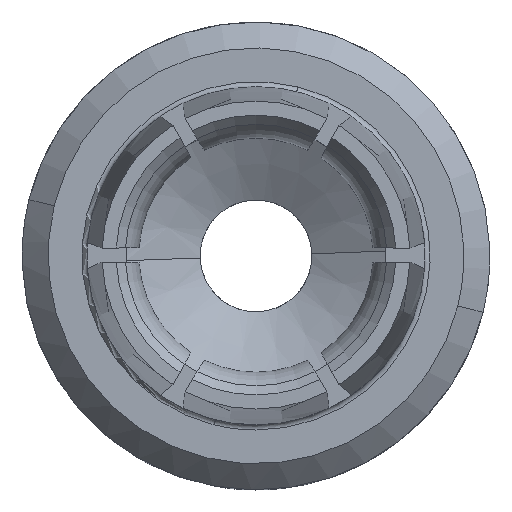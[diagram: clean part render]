
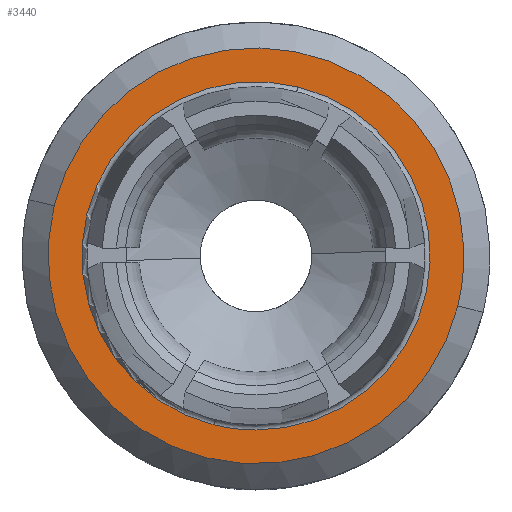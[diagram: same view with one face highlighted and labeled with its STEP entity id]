
A CAD part, top view. The second image highlights one B-rep face of the part: STEP entity #3440.
In plain terms, the highlighted face is planar.
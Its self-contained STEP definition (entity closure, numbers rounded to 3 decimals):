
#2290=CARTESIAN_POINT('',(35.922,66.057,-11.464))
;
#2300=DIRECTION('',(0.,-1.,0.));
#2310=DIRECTION('',(1.,0.,0.));
#2320=AXIS2_PLACEMENT_3D('',#2290,#2300,#2310);
#2330=CIRCLE('',#2320,8.);
#2340=CARTESIAN_POINT('',(28.234,66.057,-13.675))
;
#2350=VERTEX_POINT('',#2340);
#2360=CARTESIAN_POINT('',(43.922,66.057,
-11.464));
#2370=VERTEX_POINT('',#2360);
#2380=EDGE_CURVE('',#2350,#2370,#2330,.T.);
#2650=CARTESIAN_POINT('',(27.922,66.057,-11.464))
;
#2660=VERTEX_POINT('',#2650);
#2690=EDGE_CURVE('',#2660,#2350,#2330,.T.);
#3140=CARTESIAN_POINT('',(27.205,66.057,-6.776))
;
#3150=DIRECTION('',(0.,-1.,0.));
#3160=DIRECTION('',(-0.276,0.,
0.961));
#3170=AXIS2_PLACEMENT_3D('',#3140,#3150,#3160);
#3180=PLANE('',#3170);
#3190=CARTESIAN_POINT('',(35.922,66.057,-11.464));
#3200=DIRECTION('',(0.,-1.,0.));
#3210=DIRECTION('',(0.,0.,1.));
#3220=AXIS2_PLACEMENT_3D('',#3190,#3200,#3210);
#3230=CIRCLE('',#3220,6.7);
#3240=CARTESIAN_POINT('',(34.308,66.057,
-4.961));
#3250=VERTEX_POINT('',#3240);
#3260=CARTESIAN_POINT('',(35.922,66.057,-18.164));
#3270=VERTEX_POINT('',#3260);
#3280=EDGE_CURVE('',#3250,#3270,#3230,.T.);
#3290=ORIENTED_EDGE('',*,*,#3280,.F.);
#3300=CARTESIAN_POINT('',(35.922,66.057,
-4.764));
#3310=VERTEX_POINT('',#3300);
#3320=EDGE_CURVE('',#3270,#3310,#3230,.T.);
#3330=ORIENTED_EDGE('',*,*,#3320,.F.);
#3340=EDGE_CURVE('',#3310,#3250,#3230,.T.);
#3350=ORIENTED_EDGE('',*,*,#3340,.F.);
#3360=EDGE_LOOP('',(#3350,#3330,#3290));
#3370=FACE_BOUND('',#3360,.T.);
#3380=EDGE_CURVE('',#2370,#2660,#2330,.T.);
#3390=ORIENTED_EDGE('',*,*,#3380,.T.);
#3400=ORIENTED_EDGE('',*,*,#2380,.T.);
#3410=ORIENTED_EDGE('',*,*,#2690,.T.);
#3420=EDGE_LOOP('',(#3410,#3400,#3390));
#3430=FACE_OUTER_BOUND('',#3420,.T.);
#3440=ADVANCED_FACE('',(#3370,#3430),#3180,.T.);
